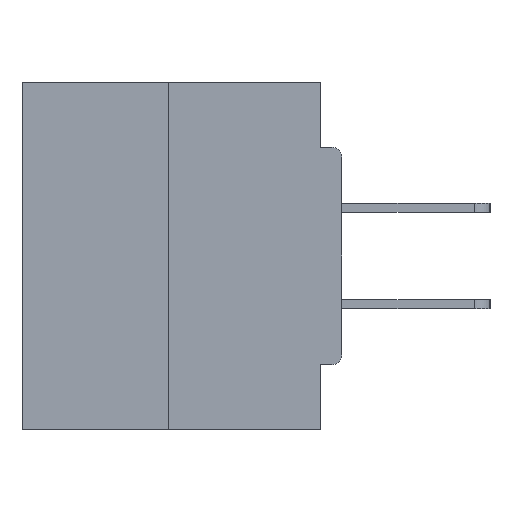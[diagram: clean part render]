
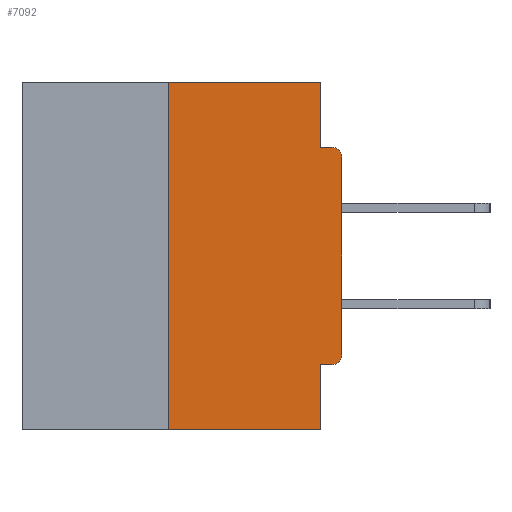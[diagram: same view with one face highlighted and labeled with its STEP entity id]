
A CAD part, left-side view. The second image highlights one B-rep face of the part: STEP entity #7092.
In plain terms, the highlighted planar face has unit normal (-1, 0, 0).
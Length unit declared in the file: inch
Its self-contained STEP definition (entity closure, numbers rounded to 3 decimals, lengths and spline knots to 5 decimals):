
#844 = CARTESIAN_POINT ( 'NONE',  ( 0., 0.015, -0.3915 ) ) ;
#1500 = AXIS2_PLACEMENT_3D ( 'NONE', #19802, #25283, #33540 ) ;
#1641 = VECTOR ( 'NONE', #34466, 39.37008 ) ;
#1882 = VERTEX_POINT ( 'NONE', #19184 ) ;
#2178 = AXIS2_PLACEMENT_3D ( 'NONE', #31712, #25687, #34644 ) ;
#2930 = ORIENTED_EDGE ( 'NONE', *, *, #34489, .T. ) ;
#2932 = ORIENTED_EDGE ( 'NONE', *, *, #8479, .T. ) ;
#3279 = VECTOR ( 'NONE', #24649, 39.37008 ) ;
#3726 = LINE ( 'NONE', #12152, #1641 ) ;
#5057 = CARTESIAN_POINT ( 'NONE',  ( 0., 0.46, -0.5 ) ) ;
#5371 = DIRECTION ( 'NONE',  ( 0., 0., -1. ) ) ;
#5422 = DIRECTION ( 'NONE',  ( 0., -1., 0. ) ) ;
#6157 = DIRECTION ( 'NONE',  ( 0., 0., -1. ) ) ;
#7092 = ADVANCED_FACE ( 'NONE', ( #16517 ), #22373, .F. ) ;
#8000 = ORIENTED_EDGE ( 'NONE', *, *, #9868, .F. ) ;
#8430 = AXIS2_PLACEMENT_3D ( 'NONE', #844, #31243, #6157 ) ;
#8479 = EDGE_CURVE ( 'NONE', #34661, #24370, #13900, .T. ) ;
#9000 = CIRCLE ( 'NONE', #8430, 0.015 ) ;
#9868 = EDGE_CURVE ( 'NONE', #21364, #18475, #3726, .T. ) ;
#9907 = VERTEX_POINT ( 'NONE', #29705 ) ;
#10530 = CARTESIAN_POINT ( 'NONE',  ( 0., 0.031, -0.5 ) ) ;
#11459 = EDGE_CURVE ( 'NONE', #18475, #28684, #15487, .T. ) ;
#12152 = CARTESIAN_POINT ( 'NONE',  ( 0., 0.46, 0. ) ) ;
#12217 = EDGE_CURVE ( 'NONE', #27968, #1882, #19529, .T. ) ;
#12758 = ORIENTED_EDGE ( 'NONE', *, *, #25545, .T. ) ;
#13387 = EDGE_CURVE ( 'NONE', #9907, #15699, #25019, .T. ) ;
#13528 = VECTOR ( 'NONE', #19390, 39.37008 ) ;
#13803 = EDGE_CURVE ( 'NONE', #1882, #15699, #34496, .T. ) ;
#13900 = CIRCLE ( 'NONE', #2178, 0.015 ) ;
#14083 = CARTESIAN_POINT ( 'NONE',  ( 0., 0.25, 0. ) ) ;
#15487 = LINE ( 'NONE', #26612, #17763 ) ;
#15699 = VERTEX_POINT ( 'NONE', #10530 ) ;
#15774 = ORIENTED_EDGE ( 'NONE', *, *, #13387, .T. ) ;
#16517 = FACE_OUTER_BOUND ( 'NONE', #17039, .T. ) ;
#17039 = EDGE_LOOP ( 'NONE', ( #8000, #24748, #15774, #21870, #30731, #12758, #2930, #2932, #18992, #20967 ) ) ;
#17763 = VECTOR ( 'NONE', #5371, 39.37008 ) ;
#18349 = LINE ( 'NONE', #18883, #30456 ) ;
#18475 = VERTEX_POINT ( 'NONE', #28716 ) ;
#18883 = CARTESIAN_POINT ( 'NONE',  ( 0., 0., 0. ) ) ;
#18992 = ORIENTED_EDGE ( 'NONE', *, *, #28933, .F. ) ;
#19170 = LINE ( 'NONE', #30327, #21132 ) ;
#19184 = CARTESIAN_POINT ( 'NONE',  ( 0., 0.031, -0.4065 ) ) ;
#19264 = CARTESIAN_POINT ( 'NONE',  ( 0., 0.015, -0.0935 ) ) ;
#19390 = DIRECTION ( 'NONE',  ( 0., 0., 1. ) ) ;
#19529 = LINE ( 'NONE', #19882, #33610 ) ;
#19802 = CARTESIAN_POINT ( 'NONE',  ( 0., 0.46, 0. ) ) ;
#19882 = CARTESIAN_POINT ( 'NONE',  ( 0., 0., -0.4065 ) ) ;
#20967 = ORIENTED_EDGE ( 'NONE', *, *, #11459, .F. ) ;
#21132 = VECTOR ( 'NONE', #5422, 39.37008 ) ;
#21364 = VERTEX_POINT ( 'NONE', #21799 ) ;
#21396 = VERTEX_POINT ( 'NONE', #30038 ) ;
#21799 = CARTESIAN_POINT ( 'NONE',  ( 0., 0.25, 0. ) ) ;
#21870 = ORIENTED_EDGE ( 'NONE', *, *, #13803, .F. ) ;
#22373 = PLANE ( 'NONE',  #1500 ) ;
#24370 = VERTEX_POINT ( 'NONE', #19264 ) ;
#24425 = CARTESIAN_POINT ( 'NONE',  ( 0., 0.031, -0.5 ) ) ;
#24649 = DIRECTION ( 'NONE',  ( 0., -1., 0. ) ) ;
#24748 = ORIENTED_EDGE ( 'NONE', *, *, #28439, .F. ) ;
#24805 = DIRECTION ( 'NONE',  ( 0., 0., -1. ) ) ;
#25019 = LINE ( 'NONE', #5057, #3279 ) ;
#25097 = CARTESIAN_POINT ( 'NONE',  ( 0., 0., -0.1085 ) ) ;
#25283 = DIRECTION ( 'NONE',  ( 1., 0., 0. ) ) ;
#25545 = EDGE_CURVE ( 'NONE', #27968, #21396, #9000, .T. ) ;
#25687 = DIRECTION ( 'NONE',  ( -1., 0., 0. ) ) ;
#25958 = CARTESIAN_POINT ( 'NONE',  ( 0., 0.031, -0.0935 ) ) ;
#26612 = CARTESIAN_POINT ( 'NONE',  ( 0., 0.031, 0. ) ) ;
#27232 = VECTOR ( 'NONE', #24805, 39.37008 ) ;
#27616 = LINE ( 'NONE', #14083, #13528 ) ;
#27968 = VERTEX_POINT ( 'NONE', #33276 ) ;
#28439 = EDGE_CURVE ( 'NONE', #9907, #21364, #27616, .T. ) ;
#28684 = VERTEX_POINT ( 'NONE', #25958 ) ;
#28716 = CARTESIAN_POINT ( 'NONE',  ( 0., 0.031, 0. ) ) ;
#28933 = EDGE_CURVE ( 'NONE', #28684, #24370, #19170, .T. ) ;
#29705 = CARTESIAN_POINT ( 'NONE',  ( 0., 0.25, -0.5 ) ) ;
#30038 = CARTESIAN_POINT ( 'NONE',  ( 0., 0., -0.3915 ) ) ;
#30327 = CARTESIAN_POINT ( 'NONE',  ( 0., 0., -0.0935 ) ) ;
#30456 = VECTOR ( 'NONE', #35540, 39.37008 ) ;
#30731 = ORIENTED_EDGE ( 'NONE', *, *, #12217, .F. ) ;
#30861 = DIRECTION ( 'NONE',  ( 0., 1., 0. ) ) ;
#31243 = DIRECTION ( 'NONE',  ( -1., 0., 0. ) ) ;
#31712 = CARTESIAN_POINT ( 'NONE',  ( 0., 0.015, -0.1085 ) ) ;
#33276 = CARTESIAN_POINT ( 'NONE',  ( 0., 0.015, -0.4065 ) ) ;
#33540 = DIRECTION ( 'NONE',  ( 0., 0., -1. ) ) ;
#33610 = VECTOR ( 'NONE', #30861, 39.37008 ) ;
#34466 = DIRECTION ( 'NONE',  ( 0., -1., 0. ) ) ;
#34489 = EDGE_CURVE ( 'NONE', #21396, #34661, #18349, .T. ) ;
#34496 = LINE ( 'NONE', #24425, #27232 ) ;
#34644 = DIRECTION ( 'NONE',  ( 0., 0., -1. ) ) ;
#34661 = VERTEX_POINT ( 'NONE', #25097 ) ;
#35540 = DIRECTION ( 'NONE',  ( 0., 0., 1. ) ) ;
